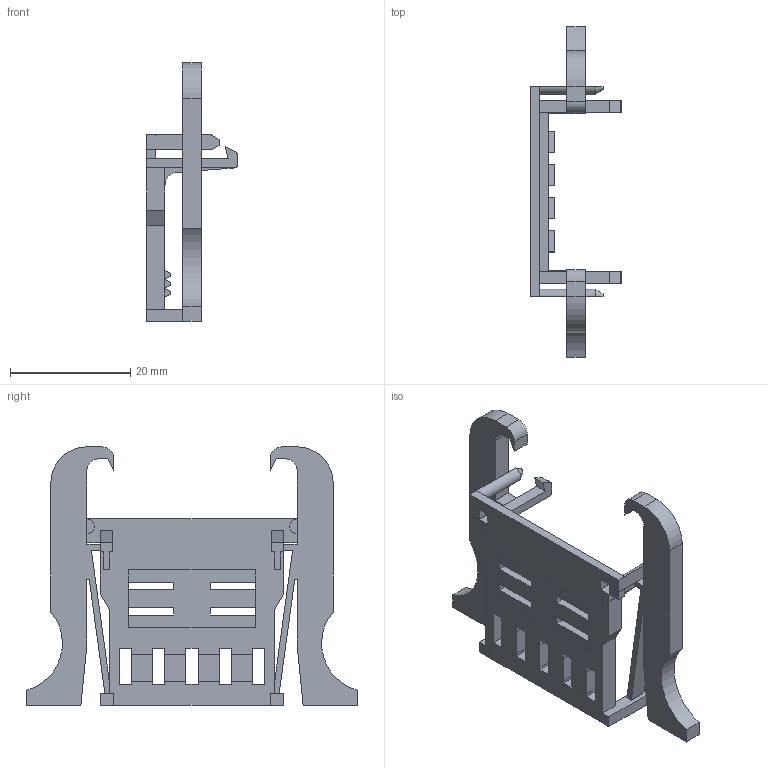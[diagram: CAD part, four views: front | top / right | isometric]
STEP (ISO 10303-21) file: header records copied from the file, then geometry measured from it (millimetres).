
FILE_DESCRIPTION(('CATIA V5 STEP Exchange','CAx-IF Rec.Pracs.--- Model Styling and Organization---1.2---2011-12-15'),'2;1');
FILE_NAME ('020451-3_1', '2018-08-16T17:38:49+00:00', ('none'), ('Weidmueller'), 'CATIA Version 5-6 Release 2014', 'CATIA V5 STEP AP214', 'none');
FILE_SCHEMA(('AUTOMOTIVE_DESIGN { 1 0 10303 214 1 1 1 1 }'));
Length unit declared in the file: millimetre
Products named in the file (1): 1752970000 
Bounding box: 15 x 55 x 43 mm (x, y, z)
Volume: 3926.9 mm3; surface area: 5538 mm2
Topology: 12 solids, 12 shells, 254 faces, 688 edges, 458 vertices
Faces by surface type: plane 232, cylinder 20, cone 2
Entity records: 7285 total; most frequent: ORIENTED_EDGE 1376, CARTESIAN_POINT 1291, DIRECTION 976, EDGE_CURVE 688, VECTOR 646, LINE 646, VERTEX_POINT 458, EDGE_LOOP 258
